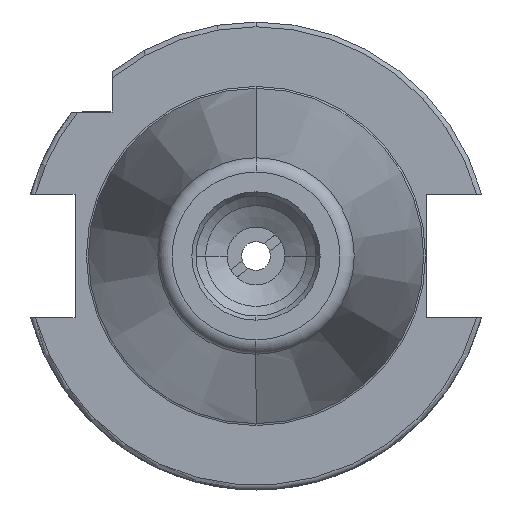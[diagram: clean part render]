
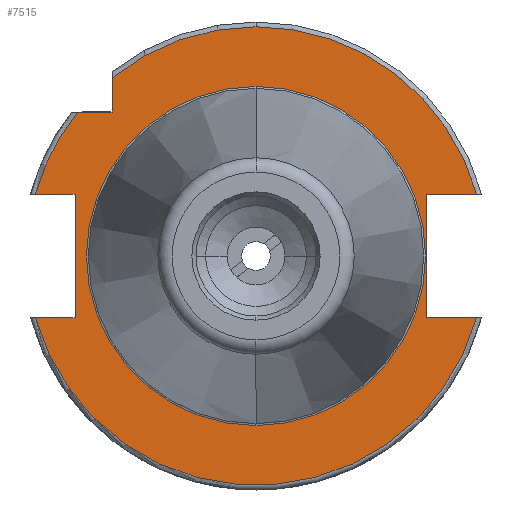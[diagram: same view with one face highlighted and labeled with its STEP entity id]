
A CAD part, left-side view. The second image highlights one B-rep face of the part: STEP entity #7515.
In plain terms, the highlighted planar face has unit normal (-1, 0, 0).
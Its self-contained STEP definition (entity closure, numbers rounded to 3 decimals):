
#5 = FACE_BOUND ( 'NONE', #1498, .T. ) ;
#137 = VERTEX_POINT ( 'NONE', #3633 ) ;
#225 = VECTOR ( 'NONE', #2100, 1000. ) ;
#242 = CIRCLE ( 'NONE', #7568, 47.75 ) ;
#285 = EDGE_CURVE ( 'NONE', #137, #7173, #5027, .T. ) ;
#529 = AXIS2_PLACEMENT_3D ( 'NONE', #568, #4969, #1217 ) ;
#541 = VERTEX_POINT ( 'NONE', #4920 ) ;
#547 = CARTESIAN_POINT ( 'NONE',  ( 3.2, 12.85, 37.7 ) ) ;
#568 = CARTESIAN_POINT ( 'NONE',  ( 3.2, 0., 0. ) ) ;
#579 = VECTOR ( 'NONE', #5124, 1000. ) ;
#585 = ORIENTED_EDGE ( 'NONE', *, *, #4909, .T. ) ;
#661 = VERTEX_POINT ( 'NONE', #6827 ) ;
#694 = CARTESIAN_POINT ( 'NONE',  ( 3.2, 35.325, 0. ) ) ;
#774 = CIRCLE ( 'NONE', #6947, 47.75 ) ;
#797 = VERTEX_POINT ( 'NONE', #2916 ) ;
#1217 = DIRECTION ( 'NONE',  ( 0., -1., 0. ) ) ;
#1279 = VERTEX_POINT ( 'NONE', #3513 ) ;
#1294 = LINE ( 'NONE', #2716, #4436 ) ;
#1442 = EDGE_LOOP ( 'NONE', ( #2075, #6196, #3081, #585, #3029, #6405, #3595, #8073, #6878, #1595, #7846, #5623 ) ) ;
#1498 = EDGE_LOOP ( 'NONE', ( #4354, #3794 ) ) ;
#1595 = ORIENTED_EDGE ( 'NONE', *, *, #6651, .F. ) ;
#1625 = DIRECTION ( 'NONE',  ( 0., -1., 0. ) ) ;
#1694 = EDGE_CURVE ( 'NONE', #3900, #3223, #5140, .T. ) ;
#1724 = CARTESIAN_POINT ( 'NONE',  ( 3.2, 0., 0. ) ) ;
#1906 = CARTESIAN_POINT ( 'NONE',  ( 3.2, -30., 30. ) ) ;
#1929 = EDGE_CURVE ( 'NONE', #2364, #7884, #5642, .T. ) ;
#1936 = DIRECTION ( 'NONE',  ( -1., 0., 0. ) ) ;
#1960 = LINE ( 'NONE', #3115, #6959 ) ;
#1965 = CARTESIAN_POINT ( 'NONE',  ( 3.2, -35.325, 0. ) ) ;
#2057 = EDGE_CURVE ( 'NONE', #797, #541, #242, .T. ) ;
#2075 = ORIENTED_EDGE ( 'NONE', *, *, #7358, .F. ) ;
#2100 = DIRECTION ( 'NONE',  ( 0., 0., -1. ) ) ;
#2266 = VERTEX_POINT ( 'NONE', #2566 ) ;
#2342 = DIRECTION ( 'NONE',  ( 0., -1., 0. ) ) ;
#2364 = VERTEX_POINT ( 'NONE', #1965 ) ;
#2431 = LINE ( 'NONE', #7712, #579 ) ;
#2518 = EDGE_CURVE ( 'NONE', #7884, #2364, #3296, .T. ) ;
#2533 = EDGE_CURVE ( 'NONE', #2266, #5034, #6611, .T. ) ;
#2566 = CARTESIAN_POINT ( 'NONE',  ( 3.2, 12.85, 37.7 ) ) ;
#2716 = CARTESIAN_POINT ( 'NONE',  ( 3.2, -30., 38.426 ) ) ;
#2739 = DIRECTION ( 'NONE',  ( 0., 1., 0. ) ) ;
#2747 = CARTESIAN_POINT ( 'NONE',  ( 3.2, -12.85, -35.5 ) ) ;
#2880 = DIRECTION ( 'NONE',  ( 0., 0., 1. ) ) ;
#2916 = CARTESIAN_POINT ( 'NONE',  ( 3.2, -30., 37.149 ) ) ;
#2950 = AXIS2_PLACEMENT_3D ( 'NONE', #3675, #3640, #3618 ) ;
#3029 = ORIENTED_EDGE ( 'NONE', *, *, #6023, .T. ) ;
#3081 = ORIENTED_EDGE ( 'NONE', *, *, #285, .T. ) ;
#3115 = CARTESIAN_POINT ( 'NONE',  ( 3.2, 12.85, -35.5 ) ) ;
#3158 = FACE_OUTER_BOUND ( 'NONE', #1442, .T. ) ;
#3223 = VERTEX_POINT ( 'NONE', #5254 ) ;
#3296 = CIRCLE ( 'NONE', #6000, 35.325 ) ;
#3301 = VECTOR ( 'NONE', #1625, 1000. ) ;
#3360 = VERTEX_POINT ( 'NONE', #4736 ) ;
#3394 = CARTESIAN_POINT ( 'NONE',  ( 3.2, 12.85, 45.988 ) ) ;
#3423 = CARTESIAN_POINT ( 'NONE',  ( 3.2, 0., 0. ) ) ;
#3513 = CARTESIAN_POINT ( 'NONE',  ( 3.2, 12.85, -45.988 ) ) ;
#3595 = ORIENTED_EDGE ( 'NONE', *, *, #6176, .F. ) ;
#3618 = DIRECTION ( 'NONE',  ( 0., -1., 0. ) ) ;
#3633 = CARTESIAN_POINT ( 'NONE',  ( 3.2, -12.85, -35.5 ) ) ;
#3640 = DIRECTION ( 'NONE',  ( -1., 0., 0. ) ) ;
#3675 = CARTESIAN_POINT ( 'NONE',  ( 3.2, 0., 0. ) ) ;
#3757 = CIRCLE ( 'NONE', #7273, 47.75 ) ;
#3768 = CARTESIAN_POINT ( 'NONE',  ( 3.2, -12.85, -45.988 ) ) ;
#3794 = ORIENTED_EDGE ( 'NONE', *, *, #2518, .F. ) ;
#3900 = VERTEX_POINT ( 'NONE', #1906 ) ;
#4028 = DIRECTION ( 'NONE',  ( 0., -1., 0. ) ) ;
#4065 = CARTESIAN_POINT ( 'NONE',  ( 3.2, 12.85, 37.7 ) ) ;
#4354 = ORIENTED_EDGE ( 'NONE', *, *, #1929, .F. ) ;
#4436 = VECTOR ( 'NONE', #6474, 1000. ) ;
#4736 = CARTESIAN_POINT ( 'NONE',  ( 3.2, -47.75, 0. ) ) ;
#4909 = EDGE_CURVE ( 'NONE', #7173, #3360, #5104, .T. ) ;
#4920 = CARTESIAN_POINT ( 'NONE',  ( 3.2, -12.85, 45.988 ) ) ;
#4948 = DIRECTION ( 'NONE',  ( 0., -1., 0. ) ) ;
#4969 = DIRECTION ( 'NONE',  ( -1., 0., 0. ) ) ;
#5009 = LINE ( 'NONE', #7227, #6673 ) ;
#5027 = LINE ( 'NONE', #2747, #225 ) ;
#5034 = VERTEX_POINT ( 'NONE', #3394 ) ;
#5037 = VERTEX_POINT ( 'NONE', #7102 ) ;
#5104 = CIRCLE ( 'NONE', #529, 47.75 ) ;
#5124 = DIRECTION ( 'NONE',  ( 0., 0., -1. ) ) ;
#5140 = LINE ( 'NONE', #5393, #3301 ) ;
#5200 = VECTOR ( 'NONE', #4948, 1000. ) ;
#5237 = CARTESIAN_POINT ( 'NONE',  ( 3.2, 35.325, 0. ) ) ;
#5254 = CARTESIAN_POINT ( 'NONE',  ( 3.2, -37.149, 30. ) ) ;
#5266 = DIRECTION ( 'NONE',  ( 0., 0., 1. ) ) ;
#5375 = EDGE_CURVE ( 'NONE', #661, #137, #1960, .T. ) ;
#5393 = CARTESIAN_POINT ( 'NONE',  ( 3.2, -30., 30. ) ) ;
#5623 = ORIENTED_EDGE ( 'NONE', *, *, #6609, .T. ) ;
#5642 = CIRCLE ( 'NONE', #2950, 35.325 ) ;
#5712 = EDGE_CURVE ( 'NONE', #5037, #541, #5009, .T. ) ;
#5715 = CARTESIAN_POINT ( 'NONE',  ( 3.2, 0., 0. ) ) ;
#6000 = AXIS2_PLACEMENT_3D ( 'NONE', #3423, #7809, #4028 ) ;
#6023 = EDGE_CURVE ( 'NONE', #3360, #3223, #3757, .T. ) ;
#6134 = DIRECTION ( 'NONE',  ( -1., 0., 0. ) ) ;
#6176 = EDGE_CURVE ( 'NONE', #797, #3900, #1294, .T. ) ;
#6196 = ORIENTED_EDGE ( 'NONE', *, *, #5375, .T. ) ;
#6349 = DIRECTION ( 'NONE',  ( 0., -1., 0. ) ) ;
#6405 = ORIENTED_EDGE ( 'NONE', *, *, #1694, .F. ) ;
#6444 = DIRECTION ( 'NONE',  ( -1., 0., 0. ) ) ;
#6471 = PLANE ( 'NONE',  #6904 ) ;
#6474 = DIRECTION ( 'NONE',  ( 0., 0., -1. ) ) ;
#6504 = DIRECTION ( 'NONE',  ( 1., 0., 0. ) ) ;
#6609 = EDGE_CURVE ( 'NONE', #5034, #1279, #774, .T. ) ;
#6611 = LINE ( 'NONE', #4065, #7697 ) ;
#6651 = EDGE_CURVE ( 'NONE', #2266, #5037, #6862, .T. ) ;
#6673 = VECTOR ( 'NONE', #2880, 1000. ) ;
#6827 = CARTESIAN_POINT ( 'NONE',  ( 3.2, 12.85, -35.5 ) ) ;
#6862 = LINE ( 'NONE', #547, #5200 ) ;
#6878 = ORIENTED_EDGE ( 'NONE', *, *, #5712, .F. ) ;
#6904 = AXIS2_PLACEMENT_3D ( 'NONE', #5237, #6504, #2739 ) ;
#6947 = AXIS2_PLACEMENT_3D ( 'NONE', #1724, #6134, #2342 ) ;
#6959 = VECTOR ( 'NONE', #7485, 1000. ) ;
#7043 = DIRECTION ( 'NONE',  ( 0., -1., 0. ) ) ;
#7102 = CARTESIAN_POINT ( 'NONE',  ( 3.2, -12.85, 37.7 ) ) ;
#7173 = VERTEX_POINT ( 'NONE', #3768 ) ;
#7227 = CARTESIAN_POINT ( 'NONE',  ( 3.2, -12.85, 37.7 ) ) ;
#7273 = AXIS2_PLACEMENT_3D ( 'NONE', #5715, #1936, #6349 ) ;
#7358 = EDGE_CURVE ( 'NONE', #661, #1279, #2431, .T. ) ;
#7485 = DIRECTION ( 'NONE',  ( 0., -1., 0. ) ) ;
#7515 = ADVANCED_FACE ( 'NONE', ( #5, #3158 ), #6471, .F. ) ;
#7568 = AXIS2_PLACEMENT_3D ( 'NONE', #7711, #6444, #7043 ) ;
#7697 = VECTOR ( 'NONE', #5266, 1000. ) ;
#7711 = CARTESIAN_POINT ( 'NONE',  ( 3.2, 0., 0. ) ) ;
#7712 = CARTESIAN_POINT ( 'NONE',  ( 3.2, 12.85, -35.5 ) ) ;
#7809 = DIRECTION ( 'NONE',  ( -1., 0., 0. ) ) ;
#7846 = ORIENTED_EDGE ( 'NONE', *, *, #2533, .T. ) ;
#7884 = VERTEX_POINT ( 'NONE', #694 ) ;
#8073 = ORIENTED_EDGE ( 'NONE', *, *, #2057, .T. ) ;
